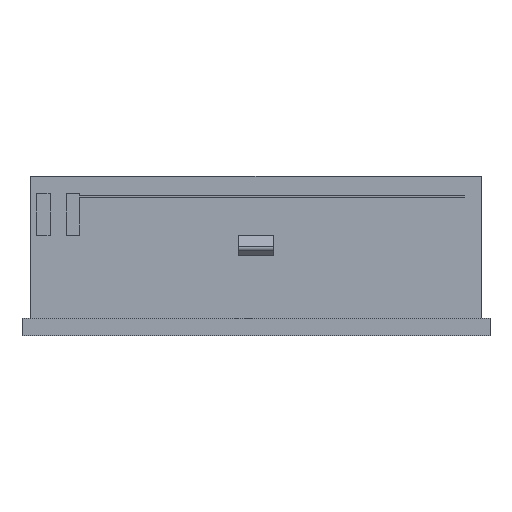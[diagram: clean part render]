
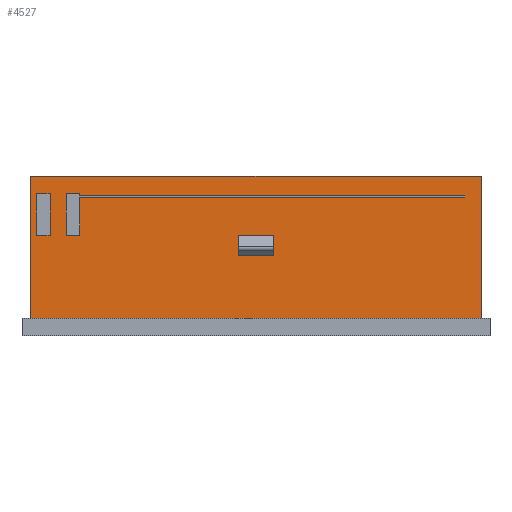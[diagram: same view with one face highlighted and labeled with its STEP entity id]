
A CAD part, front view. The second image highlights one B-rep face of the part: STEP entity #4527.
In plain terms, the highlighted planar face has unit normal (0, -1, 0).
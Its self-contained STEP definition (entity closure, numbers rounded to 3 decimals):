
#352=DIRECTION('',(-1.,0.,0.));
#353=VECTOR('',#352,38.608);
#354=CARTESIAN_POINT('',(19.304,-1.689,0.));
#355=LINE('',#354,#353);
#980=DIRECTION('',(-1.,0.,0.));
#981=VECTOR('',#980,38.608);
#982=CARTESIAN_POINT('',(19.304,-1.689,-12.192));
#983=LINE('',#982,#981);
#1176=DIRECTION('',(0.,0.,-1.));
#1177=VECTOR('',#1176,12.192);
#1178=CARTESIAN_POINT('',(-19.304,-1.689,0.));
#1179=LINE('',#1178,#1177);
#1180=DIRECTION('',(0.,0.,-1.));
#1181=VECTOR('',#1180,12.192);
#1182=CARTESIAN_POINT('',(19.304,-1.689,0.));
#1183=LINE('',#1182,#1181);
#1184=DIRECTION('',(0.,0.,-1.));
#1185=VECTOR('',#1184,3.556);
#1186=CARTESIAN_POINT('',(-18.821,-1.689,-1.524));
#1187=LINE('',#1186,#1185);
#1188=DIRECTION('',(1.,0.,0.));
#1189=VECTOR('',#1188,1.168);
#1190=CARTESIAN_POINT('',(-18.821,-1.689,-5.08));
#1191=LINE('',#1190,#1189);
#1192=DIRECTION('',(0.,0.,1.));
#1193=VECTOR('',#1192,3.556);
#1194=CARTESIAN_POINT('',(-17.653,-1.689,-5.08));
#1195=LINE('',#1194,#1193);
#1196=DIRECTION('',(-1.,0.,0.));
#1197=VECTOR('',#1196,1.168);
#1198=CARTESIAN_POINT('',(-17.653,-1.689,-1.524));
#1199=LINE('',#1198,#1197);
#1200=DIRECTION('',(0.,0.,1.));
#1201=VECTOR('',#1200,0.127);
#1202=CARTESIAN_POINT('',(17.907,-1.689,-1.829));
#1203=LINE('',#1202,#1201);
#1204=DIRECTION('',(0.,0.,1.));
#1205=VECTOR('',#1204,0.178);
#1206=CARTESIAN_POINT('',(-15.113,-1.689,-1.702));
#1207=LINE('',#1206,#1205);
#1208=DIRECTION('',(-1.,0.,0.));
#1209=VECTOR('',#1208,1.168);
#1210=CARTESIAN_POINT('',(-15.113,-1.689,-1.524));
#1211=LINE('',#1210,#1209);
#1212=DIRECTION('',(0.,0.,-1.));
#1213=VECTOR('',#1212,3.556);
#1214=CARTESIAN_POINT('',(-16.281,-1.689,-1.524));
#1215=LINE('',#1214,#1213);
#1216=DIRECTION('',(1.,0.,0.));
#1217=VECTOR('',#1216,1.168);
#1218=CARTESIAN_POINT('',(-16.281,-1.689,-5.08));
#1219=LINE('',#1218,#1217);
#1220=DIRECTION('',(0.,0.,1.));
#1221=VECTOR('',#1220,3.251);
#1222=CARTESIAN_POINT('',(-15.113,-1.689,-5.08));
#1223=LINE('',#1222,#1221);
#1224=DIRECTION('',(0.,0.,1.));
#1225=VECTOR('',#1224,1.753);
#1226=CARTESIAN_POINT('',(-1.524,-1.689,-6.833));
#1227=LINE('',#1226,#1225);
#1228=DIRECTION('',(1.,0.,0.));
#1229=VECTOR('',#1228,3.048);
#1230=CARTESIAN_POINT('',(-1.524,-1.689,-6.833));
#1231=LINE('',#1230,#1229);
#1232=DIRECTION('',(0.,0.,1.));
#1233=VECTOR('',#1232,1.753);
#1234=CARTESIAN_POINT('',(1.524,-1.689,-6.833));
#1235=LINE('',#1234,#1233);
#1236=DIRECTION('',(1.,0.,0.));
#1237=VECTOR('',#1236,3.048);
#1238=CARTESIAN_POINT('',(-1.524,-1.689,-5.08));
#1239=LINE('',#1238,#1237);
#1284=DIRECTION('',(-1.,0.,0.));
#1285=VECTOR('',#1284,33.02);
#1286=CARTESIAN_POINT('',(17.907,-1.689,-1.829));
#1287=LINE('',#1286,#1285);
#1312=DIRECTION('',(1.,0.,0.));
#1313=VECTOR('',#1312,33.02);
#1314=CARTESIAN_POINT('',(-15.113,-1.689,-1.702));
#1315=LINE('',#1314,#1313);
#2146=CARTESIAN_POINT('',(-19.304,-1.689,-12.192));
#2148=VERTEX_POINT('',#2146);
#2150=CARTESIAN_POINT('',(19.304,-1.689,-12.192));
#2151=VERTEX_POINT('',#2150);
#2182=CARTESIAN_POINT('',(19.304,-1.689,0.));
#2183=VERTEX_POINT('',#2182);
#2184=CARTESIAN_POINT('',(-19.304,-1.689,0.));
#2185=VERTEX_POINT('',#2184);
#2242=CARTESIAN_POINT('',(-18.821,-1.689,-1.524));
#2243=CARTESIAN_POINT('',(-18.821,-1.689,-5.08));
#2244=VERTEX_POINT('',#2242);
#2245=VERTEX_POINT('',#2243);
#2246=CARTESIAN_POINT('',(-17.653,-1.689,-5.08));
#2247=VERTEX_POINT('',#2246);
#2248=CARTESIAN_POINT('',(-17.653,-1.689,-1.524));
#2249=VERTEX_POINT('',#2248);
#2258=CARTESIAN_POINT('',(-1.524,-1.689,-6.833));
#2259=CARTESIAN_POINT('',(-1.524,-1.689,-5.08));
#2260=VERTEX_POINT('',#2258);
#2261=VERTEX_POINT('',#2259);
#2262=CARTESIAN_POINT('',(1.524,-1.689,-6.833));
#2263=CARTESIAN_POINT('',(1.524,-1.689,-5.08));
#2264=VERTEX_POINT('',#2262);
#2265=VERTEX_POINT('',#2263);
#2306=CARTESIAN_POINT('',(-16.281,-1.689,-1.524));
#2307=CARTESIAN_POINT('',(-16.281,-1.689,-5.08));
#2308=VERTEX_POINT('',#2306);
#2309=VERTEX_POINT('',#2307);
#2310=CARTESIAN_POINT('',(-15.113,-1.689,-5.08));
#2311=VERTEX_POINT('',#2310);
#2312=CARTESIAN_POINT('',(-15.113,-1.689,-1.524));
#2313=VERTEX_POINT('',#2312);
#2318=CARTESIAN_POINT('',(17.907,-1.689,-1.829));
#2319=CARTESIAN_POINT('',(17.907,-1.689,-1.702));
#2320=VERTEX_POINT('',#2318);
#2321=VERTEX_POINT('',#2319);
#2467=CARTESIAN_POINT('',(-15.113,-1.689,-1.829));
#2469=VERTEX_POINT('',#2467);
#2471=CARTESIAN_POINT('',(-15.113,-1.689,-1.702));
#2473=VERTEX_POINT('',#2471);
#4477=CARTESIAN_POINT('',(19.304,-1.689,0.));
#4478=DIRECTION('',(0.,1.,0.));
#4479=DIRECTION('',(-1.,0.,0.));
#4480=AXIS2_PLACEMENT_3D('',#4477,#4478,#4479);
#4481=PLANE('',#4480);
#4482=ORIENTED_EDGE('',*,*,#2851,.F.);
#4484=ORIENTED_EDGE('',*,*,#4483,.T.);
#4485=ORIENTED_EDGE('',*,*,#4187,.T.);
#4486=ORIENTED_EDGE('',*,*,#4470,.F.);
#4487=EDGE_LOOP('',(#4482,#4484,#4485,#4486));
#4488=FACE_OUTER_BOUND('',#4487,.F.);
#4490=ORIENTED_EDGE('',*,*,#4489,.T.);
#4492=ORIENTED_EDGE('',*,*,#4491,.T.);
#4494=ORIENTED_EDGE('',*,*,#4493,.T.);
#4496=ORIENTED_EDGE('',*,*,#4495,.T.);
#4497=EDGE_LOOP('',(#4490,#4492,#4494,#4496));
#4498=FACE_BOUND('',#4497,.F.);
#4500=ORIENTED_EDGE('',*,*,#4499,.F.);
#4502=ORIENTED_EDGE('',*,*,#4501,.T.);
#4504=ORIENTED_EDGE('',*,*,#4503,.F.);
#4506=ORIENTED_EDGE('',*,*,#4505,.T.);
#4508=ORIENTED_EDGE('',*,*,#4507,.T.);
#4510=ORIENTED_EDGE('',*,*,#4509,.T.);
#4512=ORIENTED_EDGE('',*,*,#4511,.T.);
#4514=ORIENTED_EDGE('',*,*,#4513,.T.);
#4515=EDGE_LOOP('',(#4500,#4502,#4504,#4506,#4508,#4510,#4512,#4514));
#4516=FACE_BOUND('',#4515,.F.);
#4518=ORIENTED_EDGE('',*,*,#4517,.F.);
#4520=ORIENTED_EDGE('',*,*,#4519,.T.);
#4522=ORIENTED_EDGE('',*,*,#4521,.T.);
#4524=ORIENTED_EDGE('',*,*,#4523,.F.);
#4525=EDGE_LOOP('',(#4518,#4520,#4522,#4524));
#4526=FACE_BOUND('',#4525,.F.);
#4527=ADVANCED_FACE('',(#4488,#4498,#4516,#4526),#4481,.F.);
#2851=EDGE_CURVE('',#2183,#2185,#355,.T.);
#4187=EDGE_CURVE('',#2151,#2148,#983,.T.);
#4470=EDGE_CURVE('',#2185,#2148,#1179,.T.);
#4483=EDGE_CURVE('',#2183,#2151,#1183,.T.);
#4489=EDGE_CURVE('',#2244,#2245,#1187,.T.);
#4491=EDGE_CURVE('',#2245,#2247,#1191,.T.);
#4493=EDGE_CURVE('',#2247,#2249,#1195,.T.);
#4495=EDGE_CURVE('',#2249,#2244,#1199,.T.);
#4499=EDGE_CURVE('',#2320,#2469,#1287,.T.);
#4501=EDGE_CURVE('',#2320,#2321,#1203,.T.);
#4503=EDGE_CURVE('',#2473,#2321,#1315,.T.);
#4505=EDGE_CURVE('',#2473,#2313,#1207,.T.);
#4507=EDGE_CURVE('',#2313,#2308,#1211,.T.);
#4509=EDGE_CURVE('',#2308,#2309,#1215,.T.);
#4511=EDGE_CURVE('',#2309,#2311,#1219,.T.);
#4513=EDGE_CURVE('',#2311,#2469,#1223,.T.);
#4517=EDGE_CURVE('',#2260,#2261,#1227,.T.);
#4519=EDGE_CURVE('',#2260,#2264,#1231,.T.);
#4521=EDGE_CURVE('',#2264,#2265,#1235,.T.);
#4523=EDGE_CURVE('',#2261,#2265,#1239,.T.);
